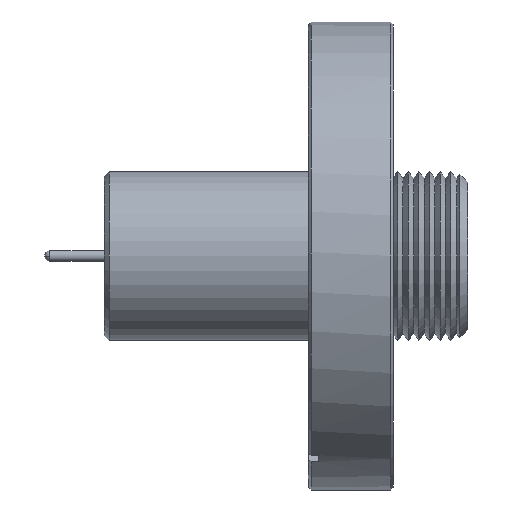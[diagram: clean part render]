
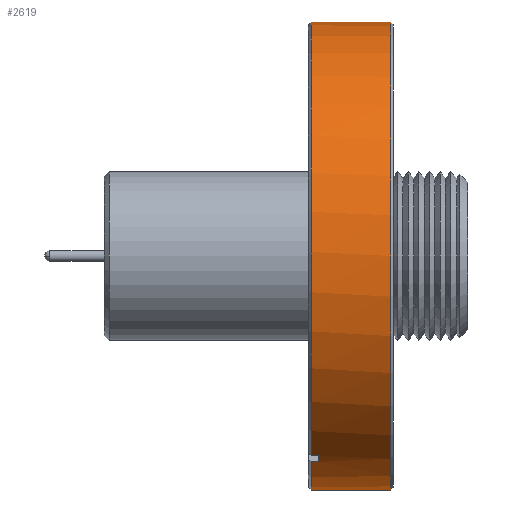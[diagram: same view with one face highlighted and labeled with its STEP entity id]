
A CAD part, left-side view. The second image highlights one B-rep face of the part: STEP entity #2619.
In plain terms, the highlighted cylindrical face has radius 35 mm (diameter 70 mm), a partial arc.
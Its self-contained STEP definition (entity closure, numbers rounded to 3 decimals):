
#171 = VERTEX_POINT ( 'NONE', #1370 ) ;
#302 = LINE ( 'NONE', #723, #584 ) ;
#343 = ORIENTED_EDGE ( 'NONE', *, *, #1490, .F. ) ;
#366 = FACE_OUTER_BOUND ( 'NONE', #1041, .T. ) ;
#369 = ORIENTED_EDGE ( 'NONE', *, *, #2929, .F. ) ;
#405 = ORIENTED_EDGE ( 'NONE', *, *, #2170, .F. ) ;
#428 = DIRECTION ( 'NONE',  ( 0., 1., 0. ) ) ;
#523 = CARTESIAN_POINT ( 'NONE',  ( 0., 31.392, 35. ) ) ;
#584 = VECTOR ( 'NONE', #2568, 1000. ) ;
#594 = CARTESIAN_POINT ( 'NONE',  ( 0., 0.4, 0. ) ) ;
#618 = DIRECTION ( 'NONE',  ( 0., 1., 0. ) ) ;
#660 = EDGE_CURVE ( 'NONE', #171, #2084, #4165, .T. ) ;
#723 = CARTESIAN_POINT ( 'NONE',  ( -16.627, 31.392, -30.799 ) ) ;
#823 = CARTESIAN_POINT ( 'NONE',  ( 0., 11.2, 0. ) ) ;
#957 = CARTESIAN_POINT ( 'NONE',  ( 0., 31.392, -35. ) ) ;
#1041 = EDGE_LOOP ( 'NONE', ( #2285, #1911, #4618, #4181, #405, #343, #369, #4154 ) ) ;
#1045 = VERTEX_POINT ( 'NONE', #4705 ) ;
#1076 = CARTESIAN_POINT ( 'NONE',  ( -16.627, 11.2, -30.799 ) ) ;
#1093 = CARTESIAN_POINT ( 'NONE',  ( 0., 31.392, 0. ) ) ;
#1103 = EDGE_CURVE ( 'NONE', #171, #4376, #3549, .T. ) ;
#1117 = DIRECTION ( 'NONE',  ( 0., 0., 1. ) ) ;
#1286 = DIRECTION ( 'NONE',  ( 0., 1., 0. ) ) ;
#1370 = CARTESIAN_POINT ( 'NONE',  ( 0., 0.4, -35. ) ) ;
#1490 = EDGE_CURVE ( 'NONE', #2913, #3085, #1856, .T. ) ;
#1544 = DIRECTION ( 'NONE',  ( 0., 0., -1. ) ) ;
#1560 = EDGE_CURVE ( 'NONE', #2084, #2524, #1965, .T. ) ;
#1628 = AXIS2_PLACEMENT_3D ( 'NONE', #4314, #4357, #4289 ) ;
#1637 = VECTOR ( 'NONE', #428, 1000. ) ;
#1856 = CIRCLE ( 'NONE', #3611, 35. ) ;
#1911 = ORIENTED_EDGE ( 'NONE', *, *, #660, .T. ) ;
#1965 = LINE ( 'NONE', #523, #2350 ) ;
#2084 = VERTEX_POINT ( 'NONE', #4643 ) ;
#2170 = EDGE_CURVE ( 'NONE', #3085, #3844, #4697, .T. ) ;
#2178 = AXIS2_PLACEMENT_3D ( 'NONE', #3819, #3461, #3127 ) ;
#2231 = CARTESIAN_POINT ( 'NONE',  ( -18.359, 11.2, -29.799 ) ) ;
#2285 = ORIENTED_EDGE ( 'NONE', *, *, #1103, .F. ) ;
#2350 = VECTOR ( 'NONE', #4486, 1000. ) ;
#2391 = CARTESIAN_POINT ( 'NONE',  ( 0., 12.3, -35. ) ) ;
#2399 = EDGE_CURVE ( 'NONE', #2524, #3844, #3884, .T. ) ;
#2430 = CIRCLE ( 'NONE', #1628, 35. ) ;
#2445 = CARTESIAN_POINT ( 'NONE',  ( 0., 12.3, 35. ) ) ;
#2524 = VERTEX_POINT ( 'NONE', #2445 ) ;
#2544 = CYLINDRICAL_SURFACE ( 'NONE', #4721, 35. ) ;
#2568 = DIRECTION ( 'NONE',  ( 0., -1., 0. ) ) ;
#2586 = AXIS2_PLACEMENT_3D ( 'NONE', #594, #618, #4245 ) ;
#2619 = ADVANCED_FACE ( 'NONE', ( #366 ), #2544, .T. ) ;
#2913 = VERTEX_POINT ( 'NONE', #1076 ) ;
#2929 = EDGE_CURVE ( 'NONE', #1045, #2913, #302, .T. ) ;
#3085 = VERTEX_POINT ( 'NONE', #2231 ) ;
#3127 = DIRECTION ( 'NONE',  ( 0., 0., 1. ) ) ;
#3321 = CARTESIAN_POINT ( 'NONE',  ( -18.359, 12.3, -29.799 ) ) ;
#3328 = CARTESIAN_POINT ( 'NONE',  ( -18.359, 31.392, -29.799 ) ) ;
#3461 = DIRECTION ( 'NONE',  ( 0., -1., 0. ) ) ;
#3549 = LINE ( 'NONE', #957, #4003 ) ;
#3611 = AXIS2_PLACEMENT_3D ( 'NONE', #823, #3713, #1544 ) ;
#3713 = DIRECTION ( 'NONE',  ( 0., 1., 0. ) ) ;
#3819 = CARTESIAN_POINT ( 'NONE',  ( 0., 12.3, 0. ) ) ;
#3844 = VERTEX_POINT ( 'NONE', #3321 ) ;
#3884 = CIRCLE ( 'NONE', #2178, 35. ) ;
#4000 = DIRECTION ( 'NONE',  ( 0., 1., 0. ) ) ;
#4003 = VECTOR ( 'NONE', #1286, 1000. ) ;
#4095 = EDGE_CURVE ( 'NONE', #1045, #4376, #2430, .T. ) ;
#4154 = ORIENTED_EDGE ( 'NONE', *, *, #4095, .T. ) ;
#4165 = CIRCLE ( 'NONE', #2586, 35. ) ;
#4181 = ORIENTED_EDGE ( 'NONE', *, *, #2399, .T. ) ;
#4245 = DIRECTION ( 'NONE',  ( 0., 0., -1. ) ) ;
#4289 = DIRECTION ( 'NONE',  ( 0., 0., 1. ) ) ;
#4314 = CARTESIAN_POINT ( 'NONE',  ( 0., 12.3, 0. ) ) ;
#4357 = DIRECTION ( 'NONE',  ( 0., -1., 0. ) ) ;
#4376 = VERTEX_POINT ( 'NONE', #2391 ) ;
#4486 = DIRECTION ( 'NONE',  ( 0., 1., 0. ) ) ;
#4618 = ORIENTED_EDGE ( 'NONE', *, *, #1560, .T. ) ;
#4643 = CARTESIAN_POINT ( 'NONE',  ( 0., 0.4, 35. ) ) ;
#4697 = LINE ( 'NONE', #3328, #1637 ) ;
#4705 = CARTESIAN_POINT ( 'NONE',  ( -16.627, 12.3, -30.799 ) ) ;
#4721 = AXIS2_PLACEMENT_3D ( 'NONE', #1093, #4000, #1117 ) ;
